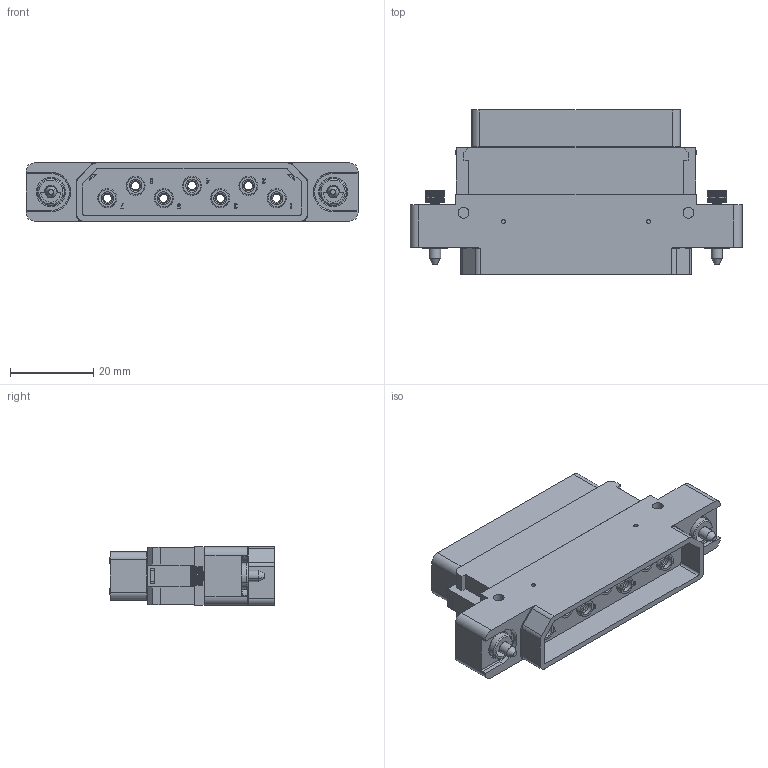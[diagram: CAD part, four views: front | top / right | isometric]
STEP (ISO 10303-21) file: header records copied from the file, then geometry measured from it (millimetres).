
FILE_DESCRIPTION((''),'2;1');
FILE_NAME('1900ND16P1A00A','2019-10-28T',('presta_be4'),(''),'CREO PARAMETRIC BY PTC INC, 2018360','CREO PARAMETRIC BY PTC INC, 2018360','');
FILE_SCHEMA(('CONFIG_CONTROL_DESIGN'));
Products named in the file (1): 1900ND16P1A00A
Bounding box: 80 x 39.7 x 14 mm (x, y, z)
Volume: 21636.3 mm3; surface area: 18201.1 mm2
Topology: 3 solids, 3 shells, 2072 faces, 5430 edges, 3477 vertices
Faces by surface type: plane 1245, cylinder 396, cone 206, torus 184, extrusion 28, bspline 13
Entity records: 72831 total; most frequent: CARTESIAN_POINT 21574, ORIENTED_EDGE 10848, DIRECTION 10371, EDGE_CURVE 5424, VECTOR 3735, LINE 3707, VERTEX_POINT 3476, AXIS2_PLACEMENT_3D 3318
